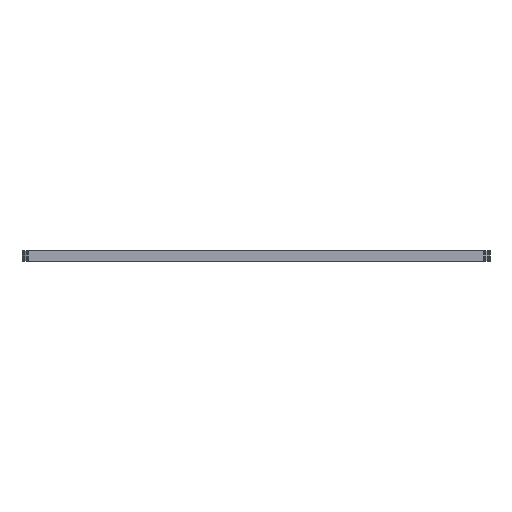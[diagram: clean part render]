
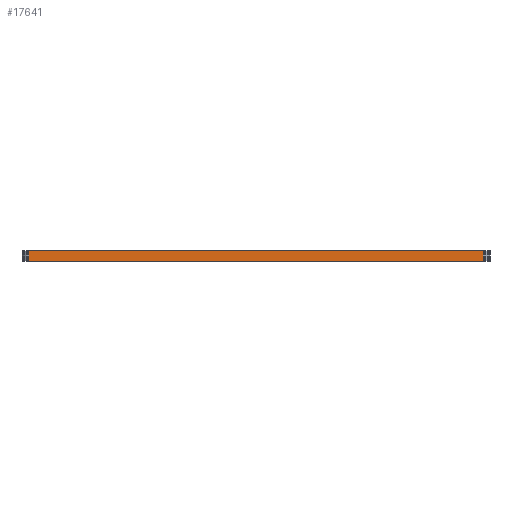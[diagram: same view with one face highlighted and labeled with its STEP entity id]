
A CAD part, left-side view. The second image highlights one B-rep face of the part: STEP entity #17641.
In plain terms, the highlighted planar face has unit normal (-1, 0, 0).
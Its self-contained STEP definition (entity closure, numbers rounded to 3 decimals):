
#302 = VERTEX_POINT('',#303);
#303 = CARTESIAN_POINT('',(61.064,-119.601,0.));
#309 = EDGE_CURVE('',#302,#310,#312,.T.);
#310 = VERTEX_POINT('',#311);
#311 = CARTESIAN_POINT('',(61.064,-51.031,0.));
#312 = LINE('',#313,#314);
#313 = CARTESIAN_POINT('',(61.064,-119.601,0.));
#314 = VECTOR('',#315,1.);
#315 = DIRECTION('',(0.,1.,0.));
#8910 = VERTEX_POINT('',#8911);
#8911 = CARTESIAN_POINT('',(61.064,-119.601,1.6));
#8917 = EDGE_CURVE('',#8910,#8918,#8920,.T.);
#8918 = VERTEX_POINT('',#8919);
#8919 = CARTESIAN_POINT('',(61.064,-51.031,1.6));
#8920 = LINE('',#8921,#8922);
#8921 = CARTESIAN_POINT('',(61.064,-119.601,1.6));
#8922 = VECTOR('',#8923,1.);
#8923 = DIRECTION('',(0.,1.,0.));
#17611 = EDGE_CURVE('',#310,#8918,#17612,.T.);
#17612 = LINE('',#17613,#17614);
#17613 = CARTESIAN_POINT('',(61.064,-51.031,0.));
#17614 = VECTOR('',#17615,1.);
#17615 = DIRECTION('',(0.,0.,1.));
#17641 = ADVANCED_FACE('',(#17642),#17653,.T.);
#17642 = FACE_BOUND('',#17643,.T.);
#17643 = EDGE_LOOP('',(#17644,#17650,#17651,#17652));
#17644 = ORIENTED_EDGE('',*,*,#17645,.T.);
#17645 = EDGE_CURVE('',#302,#8910,#17646,.T.);
#17646 = LINE('',#17647,#17648);
#17647 = CARTESIAN_POINT('',(61.064,-119.601,0.));
#17648 = VECTOR('',#17649,1.);
#17649 = DIRECTION('',(0.,0.,1.));
#17650 = ORIENTED_EDGE('',*,*,#8917,.T.);
#17651 = ORIENTED_EDGE('',*,*,#17611,.F.);
#17652 = ORIENTED_EDGE('',*,*,#309,.F.);
#17653 = PLANE('',#17654);
#17654 = AXIS2_PLACEMENT_3D('',#17655,#17656,#17657);
#17655 = CARTESIAN_POINT('',(61.064,-119.601,0.));
#17656 = DIRECTION('',(-1.,0.,0.));
#17657 = DIRECTION('',(0.,1.,0.));
